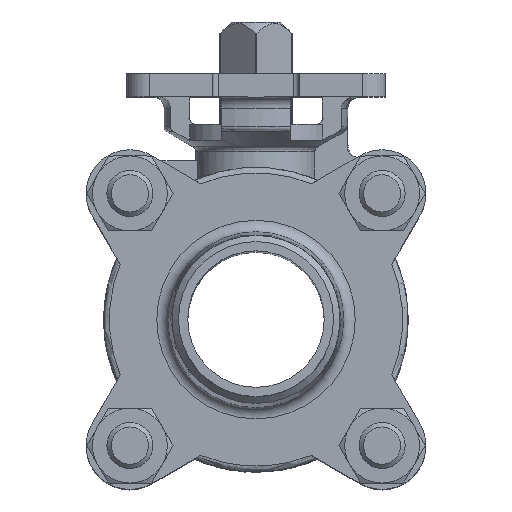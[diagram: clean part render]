
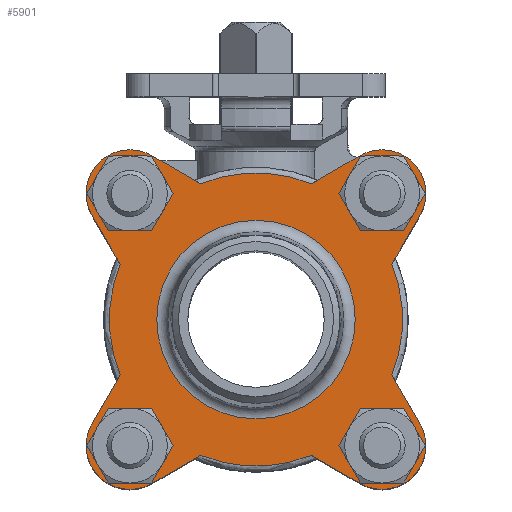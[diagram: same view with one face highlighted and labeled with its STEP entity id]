
A CAD part, top view. The second image highlights one B-rep face of the part: STEP entity #5901.
In plain terms, the highlighted planar face has unit normal (0, 0, 1).
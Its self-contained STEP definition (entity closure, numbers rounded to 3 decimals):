
#137=LINE('',#10101,#409);
#138=LINE('',#10105,#410);
#139=LINE('',#10106,#411);
#140=LINE('',#10110,#412);
#141=LINE('',#10111,#413);
#142=LINE('',#10115,#414);
#143=LINE('',#10116,#415);
#144=LINE('',#10120,#416);
#409=VECTOR('',#7611,1000.);
#410=VECTOR('',#7614,1000.);
#411=VECTOR('',#7615,1000.);
#412=VECTOR('',#7618,1000.);
#413=VECTOR('',#7619,1000.);
#414=VECTOR('',#7622,1000.);
#415=VECTOR('',#7623,1000.);
#416=VECTOR('',#7626,1000.);
#574=PLANE('',#6477);
#922=CIRCLE('',#6339,25.45);
#925=CIRCLE('',#6343,25.45);
#927=CIRCLE('',#6346,25.45);
#1014=CIRCLE('',#6478,6.);
#1015=CIRCLE('',#6479,6.);
#1016=CIRCLE('',#6480,6.);
#1017=CIRCLE('',#6481,6.);
#1018=CIRCLE('',#6482,25.45);
#1019=CIRCLE('',#6483,7.6);
#1020=CIRCLE('',#6484,7.6);
#1021=CIRCLE('',#6485,7.6);
#1022=CIRCLE('',#6486,7.6);
#1023=CIRCLE('',#6487,17.231);
#1699=ORIENTED_EDGE('',*,*,#3406,.F.);
#1700=ORIENTED_EDGE('',*,*,#3407,.F.);
#1701=ORIENTED_EDGE('',*,*,#3408,.F.);
#1702=ORIENTED_EDGE('',*,*,#3409,.F.);
#1703=ORIENTED_EDGE('',*,*,#3410,.F.);
#1704=ORIENTED_EDGE('',*,*,#3411,.T.);
#1705=ORIENTED_EDGE('',*,*,#3412,.T.);
#1706=ORIENTED_EDGE('',*,*,#3413,.T.);
#1707=ORIENTED_EDGE('',*,*,#3166,.F.);
#1708=ORIENTED_EDGE('',*,*,#3414,.T.);
#1709=ORIENTED_EDGE('',*,*,#3415,.T.);
#1710=ORIENTED_EDGE('',*,*,#3416,.T.);
#1711=ORIENTED_EDGE('',*,*,#3172,.F.);
#1712=ORIENTED_EDGE('',*,*,#3417,.T.);
#1713=ORIENTED_EDGE('',*,*,#3418,.T.);
#1714=ORIENTED_EDGE('',*,*,#3419,.T.);
#1715=ORIENTED_EDGE('',*,*,#3176,.F.);
#1716=ORIENTED_EDGE('',*,*,#3420,.T.);
#1717=ORIENTED_EDGE('',*,*,#3421,.T.);
#1718=ORIENTED_EDGE('',*,*,#3422,.T.);
#1719=ORIENTED_EDGE('',*,*,#3423,.T.);
#3166=EDGE_CURVE('',#4006,#4008,#922,.T.);
#3172=EDGE_CURVE('',#4013,#4011,#925,.T.);
#3176=EDGE_CURVE('',#4017,#4015,#927,.T.);
#3406=EDGE_CURVE('',#4186,#4186,#1014,.T.);
#3407=EDGE_CURVE('',#4187,#4187,#1015,.T.);
#3408=EDGE_CURVE('',#4188,#4188,#1016,.T.);
#3409=EDGE_CURVE('',#4189,#4189,#1017,.T.);
#3410=EDGE_CURVE('',#4190,#4191,#1018,.T.);
#3411=EDGE_CURVE('',#4190,#4192,#137,.T.);
#3412=EDGE_CURVE('',#4192,#4193,#1019,.T.);
#3413=EDGE_CURVE('',#4193,#4008,#138,.T.);
#3414=EDGE_CURVE('',#4006,#4194,#139,.T.);
#3415=EDGE_CURVE('',#4194,#4195,#1020,.T.);
#3416=EDGE_CURVE('',#4195,#4011,#140,.T.);
#3417=EDGE_CURVE('',#4013,#4196,#141,.T.);
#3418=EDGE_CURVE('',#4196,#4197,#1021,.T.);
#3419=EDGE_CURVE('',#4197,#4015,#142,.T.);
#3420=EDGE_CURVE('',#4017,#4198,#143,.T.);
#3421=EDGE_CURVE('',#4198,#4199,#1022,.T.);
#3422=EDGE_CURVE('',#4199,#4191,#144,.T.);
#3423=EDGE_CURVE('',#4200,#4200,#1023,.T.);
#4006=VERTEX_POINT('',#9392);
#4008=VERTEX_POINT('',#9395);
#4011=VERTEX_POINT('',#9410);
#4013=VERTEX_POINT('',#9418);
#4015=VERTEX_POINT('',#9427);
#4017=VERTEX_POINT('',#9435);
#4186=VERTEX_POINT('',#10091);
#4187=VERTEX_POINT('',#10093);
#4188=VERTEX_POINT('',#10095);
#4189=VERTEX_POINT('',#10097);
#4190=VERTEX_POINT('',#10099);
#4191=VERTEX_POINT('',#10100);
#4192=VERTEX_POINT('',#10102);
#4193=VERTEX_POINT('',#10104);
#4194=VERTEX_POINT('',#10107);
#4195=VERTEX_POINT('',#10109);
#4196=VERTEX_POINT('',#10112);
#4197=VERTEX_POINT('',#10114);
#4198=VERTEX_POINT('',#10117);
#4199=VERTEX_POINT('',#10119);
#4200=VERTEX_POINT('',#10122);
#4824=EDGE_LOOP('',(#1699));
#4825=EDGE_LOOP('',(#1700));
#4826=EDGE_LOOP('',(#1701));
#4827=EDGE_LOOP('',(#1702));
#4828=EDGE_LOOP('',(#1703,#1704,#1705,#1706,#1707,#1708,#1709,#1710,#1711,
#1712,#1713,#1714,#1715,#1716,#1717,#1718));
#4829=EDGE_LOOP('',(#1719));
#5316=FACE_BOUND('',#4824,.T.);
#5317=FACE_BOUND('',#4825,.T.);
#5318=FACE_BOUND('',#4826,.T.);
#5319=FACE_BOUND('',#4827,.T.);
#5320=FACE_BOUND('',#4828,.T.);
#5321=FACE_BOUND('',#4829,.T.);
#5901=ADVANCED_FACE('',(#5316,#5317,#5318,#5319,#5320,#5321),#574,.F.);
#6339=AXIS2_PLACEMENT_3D('',#9394,#7241,#7242);
#6343=AXIS2_PLACEMENT_3D('',#9419,#7249,#7250);
#6346=AXIS2_PLACEMENT_3D('',#9436,#7255,#7256);
#6477=AXIS2_PLACEMENT_3D('',#10089,#7599,#7600);
#6478=AXIS2_PLACEMENT_3D('',#10090,#7601,#7602);
#6479=AXIS2_PLACEMENT_3D('',#10092,#7603,#7604);
#6480=AXIS2_PLACEMENT_3D('',#10094,#7605,#7606);
#6481=AXIS2_PLACEMENT_3D('',#10096,#7607,#7608);
#6482=AXIS2_PLACEMENT_3D('',#10098,#7609,#7610);
#6483=AXIS2_PLACEMENT_3D('',#10103,#7612,#7613);
#6484=AXIS2_PLACEMENT_3D('',#10108,#7616,#7617);
#6485=AXIS2_PLACEMENT_3D('',#10113,#7620,#7621);
#6486=AXIS2_PLACEMENT_3D('',#10118,#7624,#7625);
#6487=AXIS2_PLACEMENT_3D('',#10121,#7627,#7628);
#7241=DIRECTION('',(0.,0.,-1.));
#7242=DIRECTION('',(-1.,0.,0.));
#7249=DIRECTION('',(0.,0.,-1.));
#7250=DIRECTION('',(-1.,0.,0.));
#7255=DIRECTION('',(0.,0.,-1.));
#7256=DIRECTION('',(-1.,0.,0.));
#7599=DIRECTION('',(0.,0.,-1.));
#7600=DIRECTION('',(-1.,0.,0.));
#7601=DIRECTION('',(0.,0.,1.));
#7602=DIRECTION('',(1.,0.,0.));
#7603=DIRECTION('',(0.,0.,1.));
#7604=DIRECTION('',(1.,0.,0.));
#7605=DIRECTION('',(0.,0.,1.));
#7606=DIRECTION('',(1.,0.,0.));
#7607=DIRECTION('',(0.,0.,1.));
#7608=DIRECTION('',(1.,0.,0.));
#7609=DIRECTION('',(0.,0.,-1.));
#7610=DIRECTION('',(-1.,0.,0.));
#7611=DIRECTION('',(-0.866,0.5,0.));
#7612=DIRECTION('',(0.,0.,1.));
#7613=DIRECTION('',(1.,0.,0.));
#7614=DIRECTION('',(0.5,-0.866,0.));
#7615=DIRECTION('',(-0.5,-0.866,0.));
#7616=DIRECTION('',(0.,0.,1.));
#7617=DIRECTION('',(1.,0.,0.));
#7618=DIRECTION('',(0.866,0.5,0.));
#7619=DIRECTION('',(0.866,-0.5,0.));
#7620=DIRECTION('',(0.,0.,1.));
#7621=DIRECTION('',(1.,0.,0.));
#7622=DIRECTION('',(-0.5,0.866,0.));
#7623=DIRECTION('',(0.5,0.866,0.));
#7624=DIRECTION('',(0.,0.,1.));
#7625=DIRECTION('',(1.,0.,0.));
#7626=DIRECTION('',(-0.866,-0.5,0.));
#7627=DIRECTION('',(0.,0.,-1.));
#7628=DIRECTION('',(-1.,0.,0.));
#9392=CARTESIAN_POINT('',(-23.569,-9.602,28.3));
#9394=CARTESIAN_POINT('',(0.,0.,28.3));
#9395=CARTESIAN_POINT('',(-23.569,9.602,28.3));
#9410=CARTESIAN_POINT('',(-9.602,-23.569,28.3));
#9418=CARTESIAN_POINT('',(9.602,-23.569,28.3));
#9419=CARTESIAN_POINT('',(0.,0.,28.3));
#9427=CARTESIAN_POINT('',(23.569,-9.602,28.3));
#9435=CARTESIAN_POINT('',(23.569,9.602,28.3));
#9436=CARTESIAN_POINT('',(0.,0.,28.3));
#10089=CARTESIAN_POINT('',(0.,0.,28.3));
#10090=CARTESIAN_POINT('',(21.885,-21.885,28.3));
#10091=CARTESIAN_POINT('',(27.885,-21.885,28.3));
#10092=CARTESIAN_POINT('',(-21.885,-21.885,28.3));
#10093=CARTESIAN_POINT('',(-15.885,-21.885,28.3));
#10094=CARTESIAN_POINT('',(-21.885,21.885,28.3));
#10095=CARTESIAN_POINT('',(-15.885,21.885,28.3));
#10096=CARTESIAN_POINT('',(21.885,21.885,28.3));
#10097=CARTESIAN_POINT('',(27.885,21.885,28.3));
#10098=CARTESIAN_POINT('',(0.,0.,28.3));
#10099=CARTESIAN_POINT('',(-9.602,23.569,28.3));
#10100=CARTESIAN_POINT('',(9.602,23.569,28.3));
#10101=CARTESIAN_POINT('',(0.,18.025,28.3));
#10102=CARTESIAN_POINT('',(-18.085,28.467,28.3));
#10103=CARTESIAN_POINT('',(-21.885,21.885,28.3));
#10104=CARTESIAN_POINT('',(-28.467,18.085,28.3));
#10105=CARTESIAN_POINT('',(-28.467,18.085,28.3));
#10106=CARTESIAN_POINT('',(-18.025,0.,28.3));
#10107=CARTESIAN_POINT('',(-28.467,-18.085,28.3));
#10108=CARTESIAN_POINT('',(-21.885,-21.885,28.3));
#10109=CARTESIAN_POINT('',(-18.085,-28.467,28.3));
#10110=CARTESIAN_POINT('',(-18.085,-28.467,28.3));
#10111=CARTESIAN_POINT('',(0.,-18.025,28.3));
#10112=CARTESIAN_POINT('',(18.085,-28.467,28.3));
#10113=CARTESIAN_POINT('',(21.885,-21.885,28.3));
#10114=CARTESIAN_POINT('',(28.467,-18.085,28.3));
#10115=CARTESIAN_POINT('',(28.467,-18.085,28.3));
#10116=CARTESIAN_POINT('',(18.025,0.,28.3));
#10117=CARTESIAN_POINT('',(28.467,18.085,28.3));
#10118=CARTESIAN_POINT('',(21.885,21.885,28.3));
#10119=CARTESIAN_POINT('',(18.085,28.467,28.3));
#10120=CARTESIAN_POINT('',(18.085,28.467,28.3));
#10121=CARTESIAN_POINT('',(0.,0.,28.3));
#10122=CARTESIAN_POINT('',(-17.231,0.,28.3));
